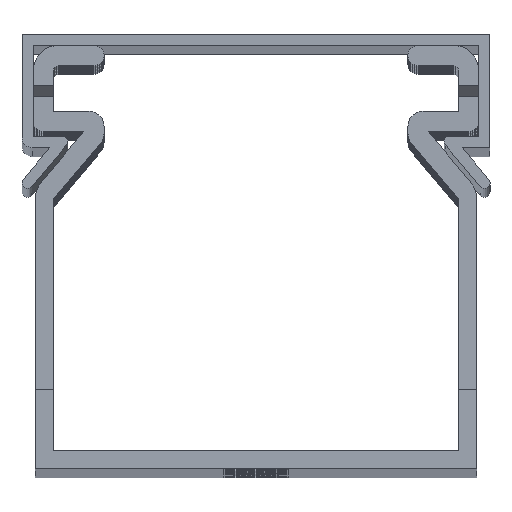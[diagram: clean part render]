
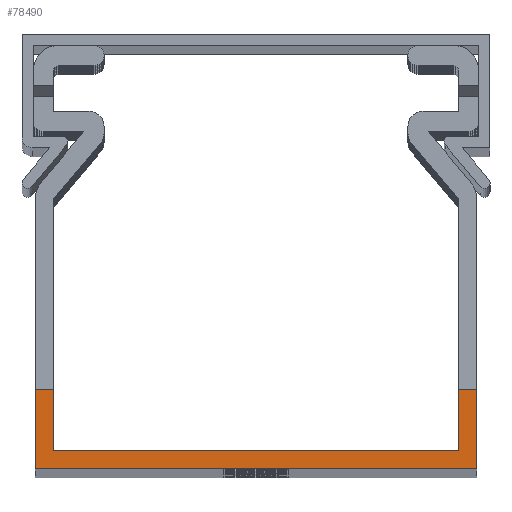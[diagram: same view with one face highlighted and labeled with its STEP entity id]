
A CAD part, top view. The second image highlights one B-rep face of the part: STEP entity #78490.
In plain terms, the highlighted planar face has unit normal (0, 0, 1).
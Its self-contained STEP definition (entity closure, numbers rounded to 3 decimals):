
#530 = VERTEX_POINT ( 'NONE', #96122 ) ;
#1942 = VERTEX_POINT ( 'NONE', #87671 ) ;
#2327 = ORIENTED_EDGE ( 'NONE', *, *, #65593, .T. ) ;
#2580 = DIRECTION ( 'NONE',  ( 0., -1., 0. ) ) ;
#6643 = CARTESIAN_POINT ( 'NONE',  ( -20., 0.1, 500. ) ) ;
#12495 = VECTOR ( 'NONE', #50284, 1000. ) ;
#12973 = CARTESIAN_POINT ( 'NONE',  ( 0., 0.1, 500. ) ) ;
#14232 = VECTOR ( 'NONE', #94074, 1000. ) ;
#16842 = VECTOR ( 'NONE', #54169, 1000. ) ;
#17125 = EDGE_LOOP ( 'NONE', ( #109198, #28982, #32824, #66240, #65431, #2327, #40162, #45261 ) ) ;
#17245 = LINE ( 'NONE', #113593, #14232 ) ;
#17849 = CARTESIAN_POINT ( 'NONE',  ( 21.8, -1.7, 500. ) ) ;
#21686 = CARTESIAN_POINT ( 'NONE',  ( 20., 0.1, 500. ) ) ;
#22293 = PLANE ( 'NONE',  #86416 ) ;
#22696 = DIRECTION ( 'NONE',  ( 1., 0., 0. ) ) ;
#23646 = VERTEX_POINT ( 'NONE', #56398 ) ;
#28982 = ORIENTED_EDGE ( 'NONE', *, *, #66609, .T. ) ;
#29111 = EDGE_CURVE ( 'NONE', #23646, #62385, #42639, .T. ) ;
#30087 = VECTOR ( 'NONE', #101210, 1000. ) ;
#30119 = LINE ( 'NONE', #90420, #104532 ) ;
#30336 = DIRECTION ( 'NONE',  ( 0., -1., 0. ) ) ;
#30705 = LINE ( 'NONE', #94692, #79311 ) ;
#32824 = ORIENTED_EDGE ( 'NONE', *, *, #72412, .F. ) ;
#33271 = CARTESIAN_POINT ( 'NONE',  ( 0., 0.1, 500. ) ) ;
#38415 = VERTEX_POINT ( 'NONE', #47368 ) ;
#38580 = EDGE_CURVE ( 'NONE', #44835, #49678, #115745, .T. ) ;
#40162 = ORIENTED_EDGE ( 'NONE', *, *, #68533, .T. ) ;
#42639 = LINE ( 'NONE', #6643, #16842 ) ;
#44835 = VERTEX_POINT ( 'NONE', #65126 ) ;
#45261 = ORIENTED_EDGE ( 'NONE', *, *, #29111, .T. ) ;
#47368 = CARTESIAN_POINT ( 'NONE',  ( -21.8, 6.1, 500. ) ) ;
#49678 = VERTEX_POINT ( 'NONE', #76803 ) ;
#50284 = DIRECTION ( 'NONE',  ( -1., 0., 0. ) ) ;
#51091 = EDGE_CURVE ( 'NONE', #69371, #44835, #30119, .T. ) ;
#51842 = DIRECTION ( 'NONE',  ( 0., 1., 0. ) ) ;
#54169 = DIRECTION ( 'NONE',  ( 0., 1., 0. ) ) ;
#56398 = CARTESIAN_POINT ( 'NONE',  ( -20., 0.1, 500. ) ) ;
#58402 = EDGE_CURVE ( 'NONE', #62385, #38415, #30705, .T. ) ;
#62385 = VERTEX_POINT ( 'NONE', #106284 ) ;
#65126 = CARTESIAN_POINT ( 'NONE',  ( 21.8, 6.1, 500. ) ) ;
#65431 = ORIENTED_EDGE ( 'NONE', *, *, #38580, .T. ) ;
#65593 = EDGE_CURVE ( 'NONE', #49678, #1942, #120641, .T. ) ;
#66240 = ORIENTED_EDGE ( 'NONE', *, *, #51091, .T. ) ;
#66609 = EDGE_CURVE ( 'NONE', #38415, #530, #120036, .T. ) ;
#68393 = VECTOR ( 'NONE', #30336, 1000. ) ;
#68533 = EDGE_CURVE ( 'NONE', #1942, #23646, #104496, .T. ) ;
#69371 = VERTEX_POINT ( 'NONE', #17849 ) ;
#72412 = EDGE_CURVE ( 'NONE', #69371, #530, #17245, .T. ) ;
#76803 = CARTESIAN_POINT ( 'NONE',  ( 20., 6.1, 500. ) ) ;
#78059 = FACE_OUTER_BOUND ( 'NONE', #17125, .T. ) ;
#78490 = ADVANCED_FACE ( 'NONE', ( #78059 ), #22293, .T. ) ;
#79311 = VECTOR ( 'NONE', #104455, 1000. ) ;
#80880 = DIRECTION ( 'NONE',  ( 0., 0., 1. ) ) ;
#86416 = AXIS2_PLACEMENT_3D ( 'NONE', #12973, #80880, #22696 ) ;
#87671 = CARTESIAN_POINT ( 'NONE',  ( 20., 0.1, 500. ) ) ;
#88471 = CARTESIAN_POINT ( 'NONE',  ( -21.8, 0.1, 500. ) ) ;
#90420 = CARTESIAN_POINT ( 'NONE',  ( 21.8, 0.1, 500. ) ) ;
#94074 = DIRECTION ( 'NONE',  ( -1., 0., 0. ) ) ;
#94692 = CARTESIAN_POINT ( 'NONE',  ( 0., 6.1, 500. ) ) ;
#94772 = VECTOR ( 'NONE', #2580, 1000. ) ;
#96122 = CARTESIAN_POINT ( 'NONE',  ( -21.8, -1.7, 500. ) ) ;
#98634 = CARTESIAN_POINT ( 'NONE',  ( 0., 6.1, 500. ) ) ;
#101210 = DIRECTION ( 'NONE',  ( -1., 0., 0. ) ) ;
#104455 = DIRECTION ( 'NONE',  ( -1., 0., 0. ) ) ;
#104496 = LINE ( 'NONE', #33271, #30087 ) ;
#104532 = VECTOR ( 'NONE', #51842, 1000. ) ;
#106284 = CARTESIAN_POINT ( 'NONE',  ( -20., 6.1, 500. ) ) ;
#109198 = ORIENTED_EDGE ( 'NONE', *, *, #58402, .T. ) ;
#113593 = CARTESIAN_POINT ( 'NONE',  ( 21.8, -1.7, 500. ) ) ;
#115745 = LINE ( 'NONE', #98634, #12495 ) ;
#120036 = LINE ( 'NONE', #88471, #68393 ) ;
#120641 = LINE ( 'NONE', #21686, #94772 ) ;
